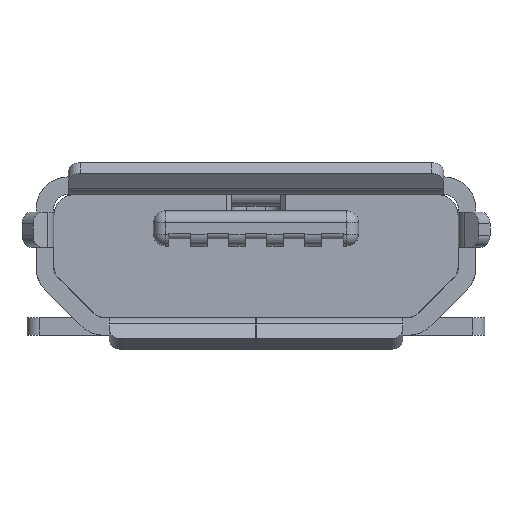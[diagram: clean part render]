
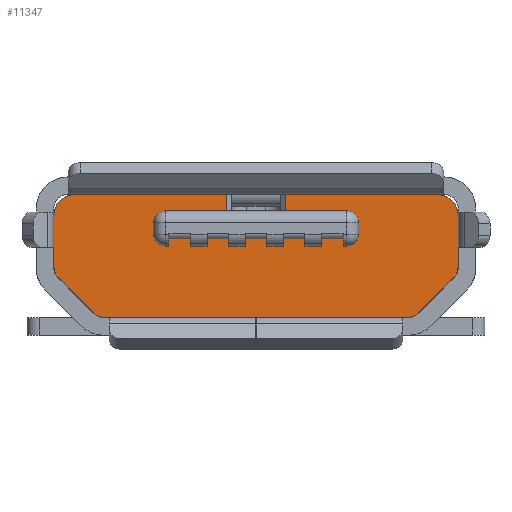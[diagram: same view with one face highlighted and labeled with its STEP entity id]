
A CAD part, front view. The second image highlights one B-rep face of the part: STEP entity #11347.
In plain terms, the highlighted face is planar.
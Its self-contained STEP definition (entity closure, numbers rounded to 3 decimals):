
#566=FACE_OUTER_BOUND('',#1184,.T.);
#1184=EDGE_LOOP('',(#7881,#7882,#7883,#7884,#7885,#7886,#7887,#7888,#7889,
#7890,#7891,#7892,#7893,#7894,#7895,#7896,#7897,#7898,#7899,#7900,#7901,
#7902,#7903,#7904));
#1760=CIRCLE('',#12019,0.25);
#1761=CIRCLE('',#12023,0.25);
#1762=CIRCLE('',#12027,0.35);
#1763=CIRCLE('',#12034,0.35);
#1764=CIRCLE('',#12035,0.25);
#1765=CIRCLE('',#12036,0.25);
#2122=LINE('',#16090,#3415);
#2150=LINE('',#16158,#3443);
#2154=LINE('',#16166,#3447);
#2158=LINE('',#16173,#3451);
#2160=LINE('',#16178,#3453);
#2163=LINE('',#16184,#3456);
#2166=LINE('',#16189,#3459);
#2168=LINE('',#16193,#3461);
#2172=LINE('',#16202,#3465);
#2174=LINE('',#16206,#3467);
#2177=LINE('',#16214,#3470);
#2184=LINE('',#16230,#3477);
#2189=LINE('',#16239,#3482);
#2194=LINE('',#16252,#3487);
#2195=LINE('',#16256,#3488);
#2196=LINE('',#16260,#3489);
#2197=LINE('',#16261,#3490);
#2198=LINE('',#16262,#3491);
#3415=VECTOR('',#13101,0.275);
#3443=VECTOR('',#13145,0.027);
#3447=VECTOR('',#13151,0.275);
#3451=VECTOR('',#13157,0.027);
#3453=VECTOR('',#13161,0.275);
#3456=VECTOR('',#13166,0.275);
#3459=VECTOR('',#13171,0.005);
#3461=VECTOR('',#13175,0.804);
#3465=VECTOR('',#13187,3.526);
#3467=VECTOR('',#13191,0.849);
#3470=VECTOR('',#13200,0.889);
#3477=VECTOR('',#13217,1.02);
#3482=VECTOR('',#13224,2.585);
#3487=VECTOR('',#13237,0.889);
#3488=VECTOR('',#13240,0.849);
#3489=VECTOR('',#13243,0.804);
#3490=VECTOR('',#13244,0.005);
#3491=VECTOR('',#13245,2.585);
#4683=VERTEX_POINT('',#16087);
#4684=VERTEX_POINT('',#16089);
#4716=VERTEX_POINT('',#16157);
#4718=VERTEX_POINT('',#16163);
#4719=VERTEX_POINT('',#16165);
#4721=VERTEX_POINT('',#16171);
#4722=VERTEX_POINT('',#16175);
#4723=VERTEX_POINT('',#16177);
#4724=VERTEX_POINT('',#16181);
#4725=VERTEX_POINT('',#16183);
#4726=VERTEX_POINT('',#16187);
#4727=VERTEX_POINT('',#16191);
#4728=VERTEX_POINT('',#16198);
#4729=VERTEX_POINT('',#16204);
#4730=VERTEX_POINT('',#16208);
#4731=VERTEX_POINT('',#16212);
#4734=VERTEX_POINT('',#16222);
#4738=VERTEX_POINT('',#16237);
#4741=VERTEX_POINT('',#16249);
#4742=VERTEX_POINT('',#16251);
#4743=VERTEX_POINT('',#16253);
#4744=VERTEX_POINT('',#16255);
#4745=VERTEX_POINT('',#16257);
#4746=VERTEX_POINT('',#16259);
#5876=EDGE_CURVE('',#4684,#4683,#2122,.T.);
#5910=EDGE_CURVE('',#4716,#4684,#2150,.T.);
#5914=EDGE_CURVE('',#4718,#4719,#2154,.T.);
#5918=EDGE_CURVE('',#4718,#4721,#2158,.T.);
#5920=EDGE_CURVE('',#4723,#4722,#2160,.T.);
#5923=EDGE_CURVE('',#4725,#4724,#2163,.T.);
#5926=EDGE_CURVE('',#4726,#4721,#2166,.T.);
#5928=EDGE_CURVE('',#4726,#4727,#2168,.T.);
#5932=EDGE_CURVE('',#4727,#4728,#1760,.T.);
#5933=EDGE_CURVE('',#4719,#4683,#2172,.T.);
#5935=EDGE_CURVE('',#4728,#4729,#2174,.T.);
#5937=EDGE_CURVE('',#4729,#4730,#1761,.T.);
#5939=EDGE_CURVE('',#4730,#4731,#2177,.T.);
#5944=EDGE_CURVE('',#4731,#4734,#1762,.T.);
#5947=EDGE_CURVE('',#4725,#4722,#2184,.T.);
#5952=EDGE_CURVE('',#4724,#4738,#2189,.T.);
#5957=EDGE_CURVE('',#4738,#4741,#1763,.T.);
#5958=EDGE_CURVE('',#4741,#4742,#2194,.T.);
#5959=EDGE_CURVE('',#4742,#4743,#1764,.T.);
#5960=EDGE_CURVE('',#4743,#4744,#2195,.T.);
#5961=EDGE_CURVE('',#4744,#4745,#1765,.T.);
#5962=EDGE_CURVE('',#4745,#4746,#2196,.T.);
#5963=EDGE_CURVE('',#4746,#4716,#2197,.T.);
#5964=EDGE_CURVE('',#4734,#4723,#2198,.T.);
#7881=ORIENTED_EDGE('',*,*,#5923,.T.);
#7882=ORIENTED_EDGE('',*,*,#5952,.T.);
#7883=ORIENTED_EDGE('',*,*,#5957,.T.);
#7884=ORIENTED_EDGE('',*,*,#5958,.T.);
#7885=ORIENTED_EDGE('',*,*,#5959,.T.);
#7886=ORIENTED_EDGE('',*,*,#5960,.T.);
#7887=ORIENTED_EDGE('',*,*,#5961,.T.);
#7888=ORIENTED_EDGE('',*,*,#5962,.T.);
#7889=ORIENTED_EDGE('',*,*,#5963,.T.);
#7890=ORIENTED_EDGE('',*,*,#5910,.T.);
#7891=ORIENTED_EDGE('',*,*,#5876,.T.);
#7892=ORIENTED_EDGE('',*,*,#5933,.F.);
#7893=ORIENTED_EDGE('',*,*,#5914,.F.);
#7894=ORIENTED_EDGE('',*,*,#5918,.T.);
#7895=ORIENTED_EDGE('',*,*,#5926,.F.);
#7896=ORIENTED_EDGE('',*,*,#5928,.T.);
#7897=ORIENTED_EDGE('',*,*,#5932,.T.);
#7898=ORIENTED_EDGE('',*,*,#5935,.T.);
#7899=ORIENTED_EDGE('',*,*,#5937,.T.);
#7900=ORIENTED_EDGE('',*,*,#5939,.T.);
#7901=ORIENTED_EDGE('',*,*,#5944,.T.);
#7902=ORIENTED_EDGE('',*,*,#5964,.T.);
#7903=ORIENTED_EDGE('',*,*,#5920,.T.);
#7904=ORIENTED_EDGE('',*,*,#5947,.F.);
#10911=PLANE('',#12033);
#11347=ADVANCED_FACE('',(#566),#10911,.T.);
#12019=AXIS2_PLACEMENT_3D('',#16200,#13183,#13184);
#12023=AXIS2_PLACEMENT_3D('',#16210,#13195,#13196);
#12027=AXIS2_PLACEMENT_3D('',#16224,#13209,#13210);
#12033=AXIS2_PLACEMENT_3D('',#16248,#13233,#13234);
#12034=AXIS2_PLACEMENT_3D('',#16250,#13235,#13236);
#12035=AXIS2_PLACEMENT_3D('',#16254,#13238,#13239);
#12036=AXIS2_PLACEMENT_3D('',#16258,#13241,#13242);
#13101=DIRECTION('',(0.,-1.,0.));
#13145=DIRECTION('',(1.,0.,0.));
#13151=DIRECTION('',(0.,-1.,0.));
#13157=DIRECTION('',(1.,0.,0.));
#13161=DIRECTION('',(0.,-1.,0.));
#13166=DIRECTION('',(0.,1.,0.));
#13171=DIRECTION('',(0.,-1.,0.));
#13175=DIRECTION('',(1.,0.,0.));
#13183=DIRECTION('center_axis',(0.,0.,1.));
#13184=DIRECTION('ref_axis',(0.,-1.,0.));
#13187=DIRECTION('',(-1.,0.,0.));
#13191=DIRECTION('',(0.707,0.707,0.));
#13195=DIRECTION('center_axis',(0.,0.,1.));
#13196=DIRECTION('ref_axis',(0.707,-0.707,0.));
#13200=DIRECTION('',(0.,1.,0.));
#13209=DIRECTION('center_axis',(0.,0.,1.));
#13210=DIRECTION('ref_axis',(1.,0.,0.));
#13217=DIRECTION('',(1.,0.,0.));
#13224=DIRECTION('',(-1.,0.,0.));
#13233=DIRECTION('center_axis',(0.,0.,1.));
#13234=DIRECTION('ref_axis',(1.,0.,0.));
#13235=DIRECTION('center_axis',(0.,0.,1.));
#13236=DIRECTION('ref_axis',(0.,1.,0.));
#13237=DIRECTION('',(0.,-1.,0.));
#13238=DIRECTION('center_axis',(0.,0.,1.));
#13239=DIRECTION('ref_axis',(-1.,0.,0.));
#13240=DIRECTION('',(0.707,-0.707,0.));
#13241=DIRECTION('center_axis',(0.,0.,1.));
#13242=DIRECTION('ref_axis',(-0.707,-0.707,0.));
#13243=DIRECTION('',(1.,0.,0.));
#13244=DIRECTION('',(0.,-1.,0.));
#13245=DIRECTION('',(-1.,0.,0.));
#16087=CARTESIAN_POINT('',(-1.763,-1.325,-1.15));
#16089=CARTESIAN_POINT('',(-1.763,-1.05,-1.15));
#16090=CARTESIAN_POINT('',(-1.763,-1.05,-1.15));
#16157=CARTESIAN_POINT('',(-1.79,-1.05,-1.15));
#16158=CARTESIAN_POINT('',(-1.79,-1.05,-1.15));
#16163=CARTESIAN_POINT('',(1.763,-1.05,-1.15));
#16165=CARTESIAN_POINT('',(1.763,-1.325,-1.15));
#16166=CARTESIAN_POINT('',(1.763,-1.05,-1.15));
#16171=CARTESIAN_POINT('',(1.79,-1.05,-1.15));
#16173=CARTESIAN_POINT('',(1.763,-1.05,-1.15));
#16175=CARTESIAN_POINT('',(0.51,0.77,-1.15));
#16177=CARTESIAN_POINT('',(0.51,1.045,-1.15));
#16178=CARTESIAN_POINT('',(0.51,1.045,-1.15));
#16181=CARTESIAN_POINT('',(-0.51,1.045,-1.15));
#16183=CARTESIAN_POINT('',(-0.51,0.77,-1.15));
#16184=CARTESIAN_POINT('',(-0.51,0.77,-1.15));
#16187=CARTESIAN_POINT('',(1.79,-1.045,-1.15));
#16189=CARTESIAN_POINT('',(1.79,-1.045,-1.15));
#16191=CARTESIAN_POINT('',(2.594,-1.045,-1.15));
#16193=CARTESIAN_POINT('',(1.79,-1.045,-1.15));
#16198=CARTESIAN_POINT('',(2.771,-0.972,-1.15));
#16200=CARTESIAN_POINT('Origin',(2.594,-0.795,-1.15));
#16202=CARTESIAN_POINT('',(1.763,-1.325,-1.15));
#16204=CARTESIAN_POINT('',(3.372,-0.371,-1.15));
#16206=CARTESIAN_POINT('',(2.771,-0.972,-1.15));
#16208=CARTESIAN_POINT('',(3.445,-0.194,-1.15));
#16210=CARTESIAN_POINT('Origin',(3.195,-0.194,-1.15));
#16212=CARTESIAN_POINT('',(3.445,0.695,-1.15));
#16214=CARTESIAN_POINT('',(3.445,-0.125,-1.15));
#16222=CARTESIAN_POINT('',(3.095,1.045,-1.15));
#16224=CARTESIAN_POINT('Origin',(3.095,0.695,-1.15));
#16230=CARTESIAN_POINT('',(0.673,0.77,-1.15));
#16237=CARTESIAN_POINT('',(-3.095,1.045,-1.15));
#16239=CARTESIAN_POINT('',(-0.51,1.045,-1.15));
#16248=CARTESIAN_POINT('Origin',(0.,-0.125,-1.15));
#16249=CARTESIAN_POINT('',(-3.445,0.695,-1.15));
#16250=CARTESIAN_POINT('Origin',(-3.095,0.695,-1.15));
#16251=CARTESIAN_POINT('',(-3.445,-0.194,-1.15));
#16252=CARTESIAN_POINT('',(-3.445,0.445,-1.15));
#16253=CARTESIAN_POINT('',(-3.372,-0.371,-1.15));
#16254=CARTESIAN_POINT('Origin',(-3.195,-0.194,-1.15));
#16255=CARTESIAN_POINT('',(-2.771,-0.972,-1.15));
#16256=CARTESIAN_POINT('',(-3.372,-0.371,-1.15));
#16257=CARTESIAN_POINT('',(-2.594,-1.045,-1.15));
#16258=CARTESIAN_POINT('Origin',(-2.594,-0.795,-1.15));
#16259=CARTESIAN_POINT('',(-1.79,-1.045,-1.15));
#16260=CARTESIAN_POINT('',(-2.594,-1.045,-1.15));
#16261=CARTESIAN_POINT('',(-1.79,-1.045,-1.15));
#16262=CARTESIAN_POINT('',(3.095,1.045,-1.15));
